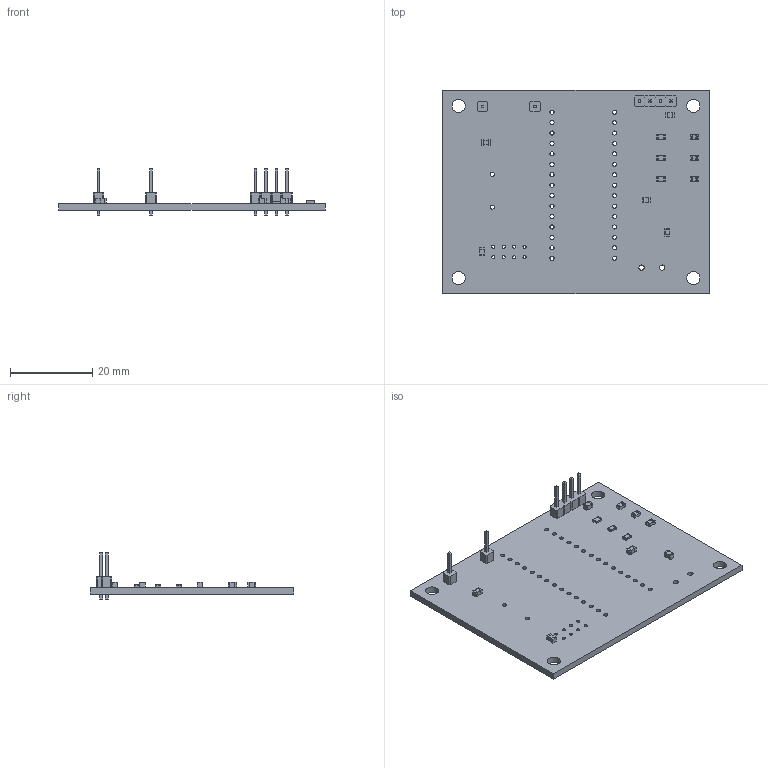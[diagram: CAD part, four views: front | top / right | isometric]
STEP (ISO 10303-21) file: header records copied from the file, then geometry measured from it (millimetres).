
FILE_DESCRIPTION(('KiCad electronic assembly'),'2;1');
FILE_NAME('Telemetry.step','2022-04-03T20:56:25',('An Author'),( 'A Company'),'Open CASCADE STEP processor 6.9', 'KiCad to STEP converter','Unknown');
FILE_SCHEMA(('AUTOMOTIVE_DESIGN { 1 0 10303 214 1 1 1 1 }'));
Length unit declared in the file: millimetre
Products named in the file (12): Open CASCADE STEP translator 6.9 1; PinHeader_1x04_P2.54mm_Vertical; SOLID; C_0805_2012Metric; R_0805_2012Metric; PinHeader_1x01_P2.54mm_Vertical; D_0805_2012Metric; COMPOUND
Assembly tree (20 placements, depth 3):
  Open CASCADE STEP translator 6.9 1
    PinHeader_1x04_P2.54mm_Vertical
      SOLID
    C_0805_2012Metric  x5
      SOLID
    R_0805_2012Metric  x3
      SOLID
    PinHeader_1x01_P2.54mm_Vertical  x2
      SOLID
    D_0805_2012Metric  x3
      SOLID
    COMPOUND
Bounding box: 64.77 x 49.53 x 11.54 mm (x, y, z)
Volume: 5164.2 mm3; surface area: 7388.5 mm2
Topology: 15 solids, 15 shells, 549 faces, 1422 edges, 928 vertices
Faces by surface type: plane 371, cylinder 178
Full cylindrical faces by diameter (mm): 0.762 x8, 1 x38, 1.3 x2, 3.2 x4
Entity records: 20582 total; most frequent: CARTESIAN_POINT 4150, DIRECTION 2762, LINE 1802, VECTOR 1802, ORIENTED_EDGE 1436, PCURVE 1436, DEFINITIONAL_REPRESENTATION 1436, EDGE_CURVE 718
